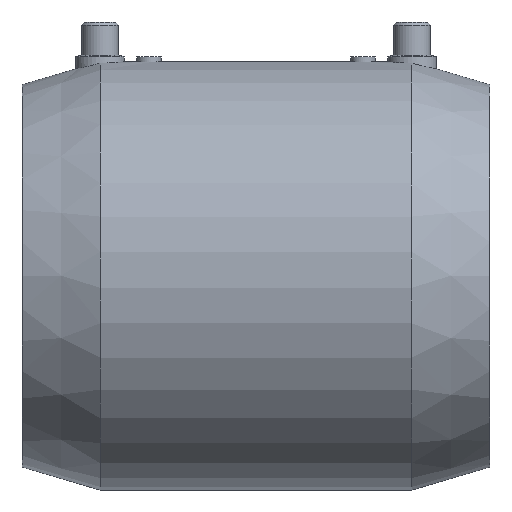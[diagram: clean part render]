
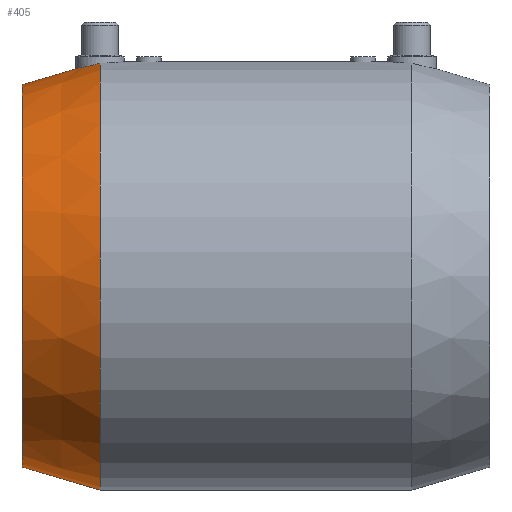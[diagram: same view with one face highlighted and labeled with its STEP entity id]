
A CAD part, top view. The second image highlights one B-rep face of the part: STEP entity #405.
In plain terms, the highlighted conical face has half-angle 16.39 degrees and reference radius 66.25 mm.
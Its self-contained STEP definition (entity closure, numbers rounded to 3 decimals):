
#405 = ADVANCED_FACE( '', ( #1121 ), #1122, .T. );
#573 = VERTEX_POINT( '', #1311 );
#673 = VERTEX_POINT( '', #1420 );
#677 = EDGE_CURVE( '', #871, #673, #1424, .T. );
#697 = EDGE_CURVE( '', #573, #673, #1446, .T. );
#703 = VERTEX_POINT( '', #1452 );
#749 = EDGE_CURVE( '', #703, #755, #1504, .T. );
#751 = EDGE_CURVE( '', #573, #703, #1506, .T. );
#755 = VERTEX_POINT( '', #1510 );
#803 = EDGE_CURVE( '', #755, #871, #1563, .T. );
#871 = VERTEX_POINT( '', #1644 );
#1121 = FACE_OUTER_BOUND( '', #1920, .T. );
#1122 = CONICAL_SURFACE( '', #1921, 66.25, 0.286 );
#1311 = CARTESIAN_POINT( '', ( -78., -62.5, 0. ) );
#1420 = CARTESIAN_POINT( '', ( -78., 62.5, 0. ) );
#1424 = LINE( '', #2490, #2491 );
#1446 = CIRCLE( '', #2518, 62.5 );
#1452 = CARTESIAN_POINT( '', ( -52.5, -70., 0. ) );
#1504 = CIRCLE( '', #2618, 70. );
#1506 = LINE( '', #2621, #2622 );
#1510 = CARTESIAN_POINT( '', ( -52.5, 69.541, 8. ) );
#1563 = B_SPLINE_CURVE_WITH_KNOTS( '', 3, ( #2763, #2764, #2765, #2766, #2767, #2768, #2769, #2770, #2771, #2772, #2773, #2774, #2775, #2776, #2777, #2778, #2779, #2780, #2781, #2782, #2783, #2784, #2785, #2786, #2787, #2788, #2789, #2790, #2791, #2792, #2793, #2794, #2795, #2796, #2797, #2798, #2799, #2800 ), .UNSPECIFIED., .F., .F., ( 4, 2, 2, 2, 2, 2, 2, 2, 2, 2, 2, 2, 2, 2, 2, 2, 2, 2, 4 ), ( 4.686, 4.964, 6.484, 8.004, 9.524, 11.044, 12.514, 13.983, 15.452, 16.921, 18.391, 19.86, 21.329, 22.799, 24.319, 25.839, 27.359, 28.879, 29.157 ), .UNSPECIFIED. );
#1644 = CARTESIAN_POINT( '', ( -60.5, 67.647, 0. ) );
#1920 = EDGE_LOOP( '', ( #3356, #3357, #3358, #3359, #3360 ) );
#1921 = AXIS2_PLACEMENT_3D( '', #3361, #3362, #3363 );
#2490 = CARTESIAN_POINT( '', ( -65.25, 66.25, 0. ) );
#2491 = VECTOR( '', #3706, 1. );
#2518 = AXIS2_PLACEMENT_3D( '', #3730, #3731, #3732 );
#2618 = AXIS2_PLACEMENT_3D( '', #3802, #3803, #3804 );
#2621 = CARTESIAN_POINT( '', ( -65.25, -66.25, 0. ) );
#2622 = VECTOR( '', #3805, 1. );
#2763 = CARTESIAN_POINT( '', ( -52.5, 69.541, 8. ) );
#2764 = CARTESIAN_POINT( '', ( -52.59, 69.515, 8. ) );
#2765 = CARTESIAN_POINT( '', ( -52.68, 69.488, 7.998 ) );
#2766 = CARTESIAN_POINT( '', ( -53.255, 69.32, 7.979 ) );
#2767 = CARTESIAN_POINT( '', ( -53.759, 69.178, 7.917 ) );
#2768 = CARTESIAN_POINT( '', ( -54.763, 68.907, 7.691 ) );
#2769 = CARTESIAN_POINT( '', ( -55.263, 68.777, 7.526 ) );
#2770 = CARTESIAN_POINT( '', ( -56.224, 68.538, 7.1 ) );
#2771 = CARTESIAN_POINT( '', ( -56.685, 68.429, 6.838 ) );
#2772 = CARTESIAN_POINT( '', ( -57.539, 68.234, 6.236 ) );
#2773 = CARTESIAN_POINT( '', ( -57.931, 68.149, 5.896 ) );
#2774 = CARTESIAN_POINT( '', ( -58.613, 68.006, 5.183 ) );
#2775 = CARTESIAN_POINT( '', ( -58.928, 67.942, 4.789 ) );
#2776 = CARTESIAN_POINT( '', ( -59.485, 67.833, 3.933 ) );
#2777 = CARTESIAN_POINT( '', ( -59.727, 67.787, 3.47 ) );
#2778 = CARTESIAN_POINT( '', ( -60.115, 67.716, 2.507 ) );
#2779 = CARTESIAN_POINT( '', ( -60.262, 67.689, 2.005 ) );
#2780 = CARTESIAN_POINT( '', ( -60.454, 67.655, 0.996 ) );
#2781 = CARTESIAN_POINT( '', ( -60.5, 67.647, 0.49 ) );
#2782 = CARTESIAN_POINT( '', ( -60.5, 67.647, -0.49 ) );
#2783 = CARTESIAN_POINT( '', ( -60.454, 67.655, -0.996 ) );
#2784 = CARTESIAN_POINT( '', ( -60.262, 67.689, -2.005 ) );
#2785 = CARTESIAN_POINT( '', ( -60.115, 67.716, -2.507 ) );
#2786 = CARTESIAN_POINT( '', ( -59.727, 67.787, -3.47 ) );
#2787 = CARTESIAN_POINT( '', ( -59.485, 67.833, -3.933 ) );
#2788 = CARTESIAN_POINT( '', ( -58.928, 67.942, -4.789 ) );
#2789 = CARTESIAN_POINT( '', ( -58.613, 68.006, -5.183 ) );
#2790 = CARTESIAN_POINT( '', ( -57.931, 68.149, -5.896 ) );
#2791 = CARTESIAN_POINT( '', ( -57.539, 68.234, -6.236 ) );
#2792 = CARTESIAN_POINT( '', ( -56.685, 68.429, -6.838 ) );
#2793 = CARTESIAN_POINT( '', ( -56.224, 68.538, -7.1 ) );
#2794 = CARTESIAN_POINT( '', ( -55.263, 68.777, -7.526 ) );
#2795 = CARTESIAN_POINT( '', ( -54.763, 68.907, -7.691 ) );
#2796 = CARTESIAN_POINT( '', ( -53.759, 69.178, -7.917 ) );
#2797 = CARTESIAN_POINT( '', ( -53.255, 69.32, -7.979 ) );
#2798 = CARTESIAN_POINT( '', ( -52.68, 69.488, -7.998 ) );
#2799 = CARTESIAN_POINT( '', ( -52.59, 69.515, -8. ) );
#2800 = CARTESIAN_POINT( '', ( -52.5, 69.541, -8. ) );
#3356 = ORIENTED_EDGE( '', *, *, #677, .T. );
#3357 = ORIENTED_EDGE( '', *, *, #697, .F. );
#3358 = ORIENTED_EDGE( '', *, *, #751, .T. );
#3359 = ORIENTED_EDGE( '', *, *, #749, .T. );
#3360 = ORIENTED_EDGE( '', *, *, #803, .T. );
#3361 = CARTESIAN_POINT( '', ( -65.25, 0., 0. ) );
#3362 = DIRECTION( '', ( 1., 0., 0. ) );
#3363 = DIRECTION( '', ( 0., 1., 0. ) );
#3706 = DIRECTION( '', ( -0.959, -0.282, 0. ) );
#3730 = CARTESIAN_POINT( '', ( -78., 0., 0. ) );
#3731 = DIRECTION( '', ( -1., 0., 0. ) );
#3732 = DIRECTION( '', ( 0., 1., 0. ) );
#3802 = CARTESIAN_POINT( '', ( -52.5, 0., 0. ) );
#3803 = DIRECTION( '', ( -1., 0., 0. ) );
#3804 = DIRECTION( '', ( 0., 1., 0. ) );
#3805 = DIRECTION( '', ( 0.959, -0.282, 0. ) );
